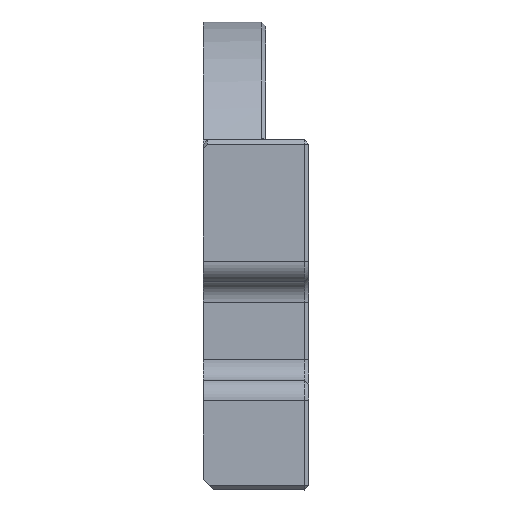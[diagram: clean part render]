
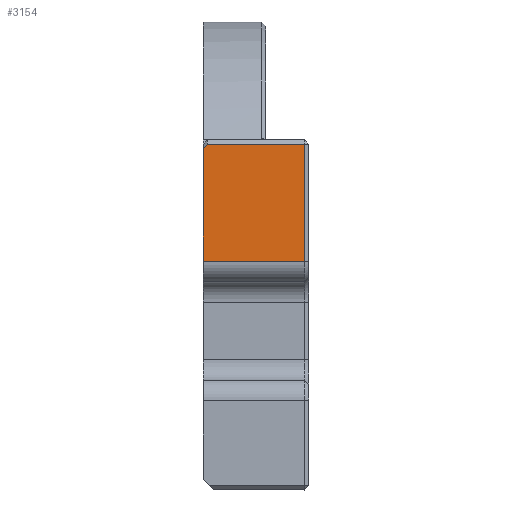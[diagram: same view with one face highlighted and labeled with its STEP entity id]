
A CAD part, left-side view. The second image highlights one B-rep face of the part: STEP entity #3154.
In plain terms, the highlighted planar face has unit normal (-1, 0, 0).
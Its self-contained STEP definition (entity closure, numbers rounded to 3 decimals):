
#124=PLANE('',#3376);
#250=FACE_OUTER_BOUND('',#440,.T.);
#440=EDGE_LOOP('',(#2241,#2242,#2243,#2244,#2245));
#649=LINE('',#4623,#970);
#668=LINE('',#4683,#989);
#669=LINE('',#4687,#990);
#670=LINE('',#4689,#991);
#671=LINE('',#4690,#992);
#970=VECTOR('',#3683,10.);
#989=VECTOR('',#3746,2.);
#990=VECTOR('',#3751,1000.);
#991=VECTOR('',#3752,10.);
#992=VECTOR('',#3753,10.);
#1419=VERTEX_POINT('',#4620);
#1420=VERTEX_POINT('',#4622);
#1439=VERTEX_POINT('',#4682);
#1440=VERTEX_POINT('',#4686);
#1441=VERTEX_POINT('',#4688);
#1716=EDGE_CURVE('',#1419,#1420,#649,.T.);
#1746=EDGE_CURVE('',#1420,#1439,#668,.T.);
#1748=EDGE_CURVE('',#1440,#1419,#669,.T.);
#1749=EDGE_CURVE('',#1440,#1441,#670,.T.);
#1750=EDGE_CURVE('',#1439,#1441,#671,.T.);
#2241=ORIENTED_EDGE('',*,*,#1716,.F.);
#2242=ORIENTED_EDGE('',*,*,#1748,.F.);
#2243=ORIENTED_EDGE('',*,*,#1749,.T.);
#2244=ORIENTED_EDGE('',*,*,#1750,.F.);
#2245=ORIENTED_EDGE('',*,*,#1746,.F.);
#3154=ADVANCED_FACE('',(#250),#124,.T.);
#3376=AXIS2_PLACEMENT_3D('',#4685,#3749,#3750);
#3683=DIRECTION('',(0.,0.,-1.));
#3746=DIRECTION('',(0.,1.,0.));
#3749=DIRECTION('center_axis',(-1.,0.,0.));
#3750=DIRECTION('ref_axis',(0.,0.,-1.));
#3751=DIRECTION('',(0.,-1.,0.));
#3752=DIRECTION('',(0.,0.707,-0.707));
#3753=DIRECTION('',(0.,0.,1.));
#4620=CARTESIAN_POINT('',(-10.455,222.45,12.4));
#4622=CARTESIAN_POINT('',(-10.455,222.45,1.349));
#4623=CARTESIAN_POINT('',(-10.455,222.45,5.838));
#4682=CARTESIAN_POINT('',(-10.455,232.05,1.349));
#4683=CARTESIAN_POINT('',(-10.455,222.05,1.349));
#4685=CARTESIAN_POINT('Origin',(-10.455,226.05,12.8));
#4686=CARTESIAN_POINT('',(-10.455,231.65,12.4));
#4687=CARTESIAN_POINT('',(-10.455,226.05,12.4));
#4688=CARTESIAN_POINT('',(-10.455,232.05,12.));
#4689=CARTESIAN_POINT('',(-10.455,230.05,14.));
#4690=CARTESIAN_POINT('',(-10.455,232.05,3.238));
